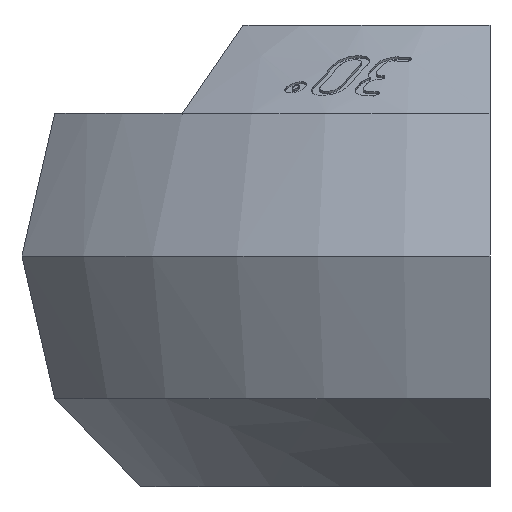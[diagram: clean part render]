
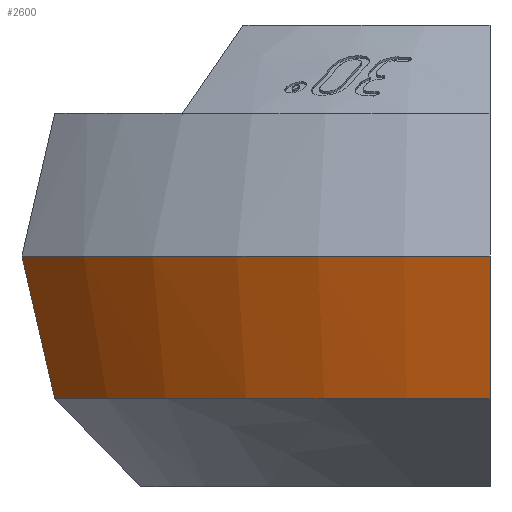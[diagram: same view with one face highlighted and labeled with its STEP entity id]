
A CAD part, left-side view. The second image highlights one B-rep face of the part: STEP entity #2600.
In plain terms, the highlighted free-form (B-spline) face has degree [2, 1] with [3, 2] control points.
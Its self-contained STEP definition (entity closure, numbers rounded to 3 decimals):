
#2573 = EDGE_CURVE('',#2574,#2576,#2578,.T.);
#2574 = VERTEX_POINT('',#2575);
#2575 = CARTESIAN_POINT('',(-29.143,0.,-21.174));
#2576 = VERTEX_POINT('',#2577);
#2577 = CARTESIAN_POINT('',(-2.377,64.62,
    -21.174));
#2578 = ( BOUNDED_CURVE() B_SPLINE_CURVE(2,(#2579,#2580,#2581),
.UNSPECIFIED.,.F.,.F.) B_SPLINE_CURVE_WITH_KNOTS((3,3),(0.,
0.785),.PIECEWISE_BEZIER_KNOTS.) CURVE() 
GEOMETRIC_REPRESENTATION_ITEM() RATIONAL_B_SPLINE_CURVE((1.,
0.924,1.)) REPRESENTATION_ITEM('') );
#2579 = CARTESIAN_POINT('',(-29.143,0.,-21.174));
#2580 = CARTESIAN_POINT('',(-29.143,37.854,
    -21.174));
#2581 = CARTESIAN_POINT('',(-2.377,64.62,
    -21.174));
#2600 = ADVANCED_FACE('',(#2601),#2624,.T.);
#2601 = FACE_BOUND('',#2602,.T.);
#2602 = EDGE_LOOP('',(#2603,#2613,#2618,#2619));
#2603 = ORIENTED_EDGE('',*,*,#2604,.T.);
#2604 = EDGE_CURVE('',#2605,#2607,#2609,.T.);
#2605 = VERTEX_POINT('',#2606);
#2606 = CARTESIAN_POINT('',(-36.023,0.,0.));
#2607 = VERTEX_POINT('',#2608);
#2608 = CARTESIAN_POINT('',(-7.241,69.485,
    0.));
#2609 = ( BOUNDED_CURVE() B_SPLINE_CURVE(2,(#2610,#2611,#2612),
.UNSPECIFIED.,.F.,.F.) B_SPLINE_CURVE_WITH_KNOTS((3,3),(0.,
0.785),.PIECEWISE_BEZIER_KNOTS.) CURVE() 
GEOMETRIC_REPRESENTATION_ITEM() RATIONAL_B_SPLINE_CURVE((1.,
0.924,1.)) REPRESENTATION_ITEM('') );
#2610 = CARTESIAN_POINT('',(-36.023,0.,0.));
#2611 = CARTESIAN_POINT('',(-36.023,40.704,
    0.));
#2612 = CARTESIAN_POINT('',(-7.241,69.485,
    0.));
#2613 = ORIENTED_EDGE('',*,*,#2614,.T.);
#2614 = EDGE_CURVE('',#2607,#2576,#2615,.T.);
#2615 = B_SPLINE_CURVE_WITH_KNOTS('',1,(#2616,#2617),.UNSPECIFIED.,.F.,
  .F.,(2,2),(-324.416,-301.703),.PIECEWISE_BEZIER_KNOTS.);
#2616 = CARTESIAN_POINT('',(-7.241,69.485,0.));
#2617 = CARTESIAN_POINT('',(-2.377,64.62,
    -21.174));
#2618 = ORIENTED_EDGE('',*,*,#2573,.F.);
#2619 = ORIENTED_EDGE('',*,*,#2620,.T.);
#2620 = EDGE_CURVE('',#2574,#2605,#2621,.T.);
#2621 = B_SPLINE_CURVE_WITH_KNOTS('',1,(#2622,#2623),.UNSPECIFIED.,.F.,
  .F.,(2,2),(0.,22.713),.PIECEWISE_BEZIER_KNOTS.);
#2622 = CARTESIAN_POINT('',(-29.143,0.,-21.174));
#2623 = CARTESIAN_POINT('',(-36.023,0.,0.));
#2624 = ( BOUNDED_SURFACE() B_SPLINE_SURFACE(2,1,(
    (#2625,#2626)
    ,(#2627,#2628)
    ,(#2629,#2630
)),.UNSPECIFIED.,.F.,.F.,.F.) B_SPLINE_SURFACE_WITH_KNOTS((3,3),(2,2),(
    2.356,3.142),(0.,22.713),
.PIECEWISE_BEZIER_KNOTS.) GEOMETRIC_REPRESENTATION_ITEM() 
RATIONAL_B_SPLINE_SURFACE((
    (1.,1.)
    ,(0.924,0.924)
,(1.,1.))) REPRESENTATION_ITEM('') SURFACE() );
#2625 = CARTESIAN_POINT('',(-2.377,64.62,
    -21.174));
#2626 = CARTESIAN_POINT('',(-7.241,69.485,0.));
#2627 = CARTESIAN_POINT('',(-29.143,37.854,
    -21.174));
#2628 = CARTESIAN_POINT('',(-36.023,40.704,0.));
#2629 = CARTESIAN_POINT('',(-29.143,0.,
    -21.174));
#2630 = CARTESIAN_POINT('',(-36.023,0.,0.));
